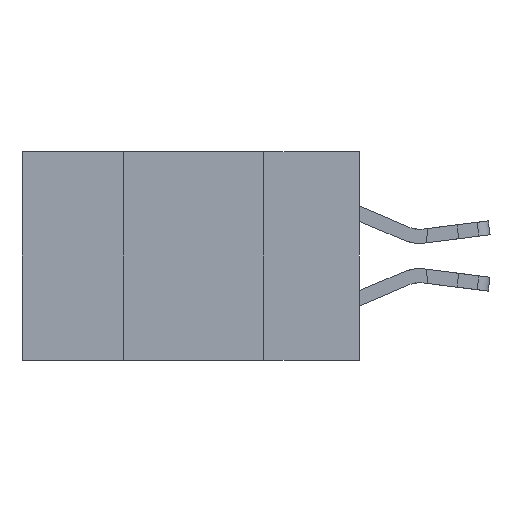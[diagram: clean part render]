
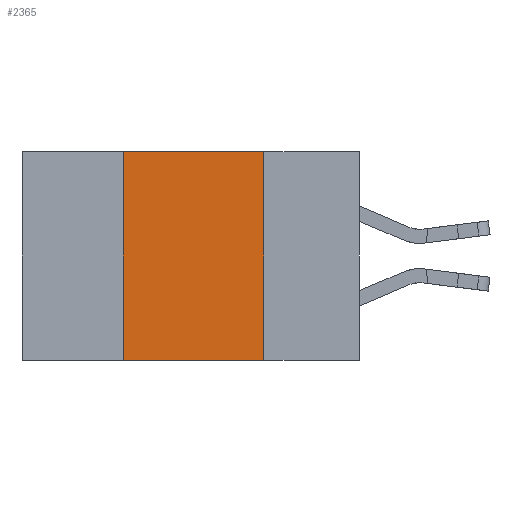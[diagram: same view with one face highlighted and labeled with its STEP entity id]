
A CAD part, left-side view. The second image highlights one B-rep face of the part: STEP entity #2365.
In plain terms, the highlighted planar face has unit normal (-1, 0, 0).
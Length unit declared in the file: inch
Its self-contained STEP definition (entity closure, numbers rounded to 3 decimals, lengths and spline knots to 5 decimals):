
#169 = EDGE_LOOP ( 'NONE', ( #6754, #1317, #10648, #4793 ) ) ;
#604 = CARTESIAN_POINT ( 'NONE',  ( 0., 0.6, -0.37 ) ) ;
#1317 = ORIENTED_EDGE ( 'NONE', *, *, #6663, .F. ) ;
#2153 = FACE_OUTER_BOUND ( 'NONE', #169, .T. ) ;
#2365 = ADVANCED_FACE ( 'NONE', ( #2153 ), #13173, .F. ) ;
#2381 = VECTOR ( 'NONE', #17512, 39.37008 ) ;
#3262 = DIRECTION ( 'NONE',  ( 0., -1., 0. ) ) ;
#3332 = LINE ( 'NONE', #604, #17987 ) ;
#3834 = CARTESIAN_POINT ( 'NONE',  ( 0., 0.42, 0. ) ) ;
#4284 = LINE ( 'NONE', #16068, #12654 ) ;
#4793 = ORIENTED_EDGE ( 'NONE', *, *, #7237, .T. ) ;
#5036 = LINE ( 'NONE', #17961, #2381 ) ;
#6366 = DIRECTION ( 'NONE',  ( 0., -1., 0. ) ) ;
#6663 = EDGE_CURVE ( 'NONE', #14982, #6670, #10179, .T. ) ;
#6670 = VERTEX_POINT ( 'NONE', #17647 ) ;
#6754 = ORIENTED_EDGE ( 'NONE', *, *, #14931, .F. ) ;
#7237 = EDGE_CURVE ( 'NONE', #8178, #12378, #3332, .T. ) ;
#8178 = VERTEX_POINT ( 'NONE', #13618 ) ;
#8900 = DIRECTION ( 'NONE',  ( 1., 0., 0. ) ) ;
#9080 = DIRECTION ( 'NONE',  ( 0., 0., -1. ) ) ;
#10179 = LINE ( 'NONE', #10342, #15571 ) ;
#10342 = CARTESIAN_POINT ( 'NONE',  ( 0., 0.6, 0. ) ) ;
#10648 = ORIENTED_EDGE ( 'NONE', *, *, #11803, .F. ) ;
#11803 = EDGE_CURVE ( 'NONE', #8178, #14982, #5036, .T. ) ;
#11987 = CARTESIAN_POINT ( 'NONE',  ( 0., 0.6, 0. ) ) ;
#12378 = VERTEX_POINT ( 'NONE', #13243 ) ;
#12654 = VECTOR ( 'NONE', #14664, 39.37008 ) ;
#13173 = PLANE ( 'NONE',  #15339 ) ;
#13243 = CARTESIAN_POINT ( 'NONE',  ( 0., 0.17, -0.37 ) ) ;
#13618 = CARTESIAN_POINT ( 'NONE',  ( 0., 0.42, -0.37 ) ) ;
#14664 = DIRECTION ( 'NONE',  ( 0., 0., -1. ) ) ;
#14931 = EDGE_CURVE ( 'NONE', #6670, #12378, #4284, .T. ) ;
#14982 = VERTEX_POINT ( 'NONE', #3834 ) ;
#15339 = AXIS2_PLACEMENT_3D ( 'NONE', #11987, #8900, #9080 ) ;
#15571 = VECTOR ( 'NONE', #3262, 39.37008 ) ;
#16068 = CARTESIAN_POINT ( 'NONE',  ( 0., 0.17, 0. ) ) ;
#17512 = DIRECTION ( 'NONE',  ( 0., 0., 1. ) ) ;
#17647 = CARTESIAN_POINT ( 'NONE',  ( 0., 0.17, 0. ) ) ;
#17961 = CARTESIAN_POINT ( 'NONE',  ( 0., 0.42, 0. ) ) ;
#17987 = VECTOR ( 'NONE', #6366, 39.37008 ) ;
